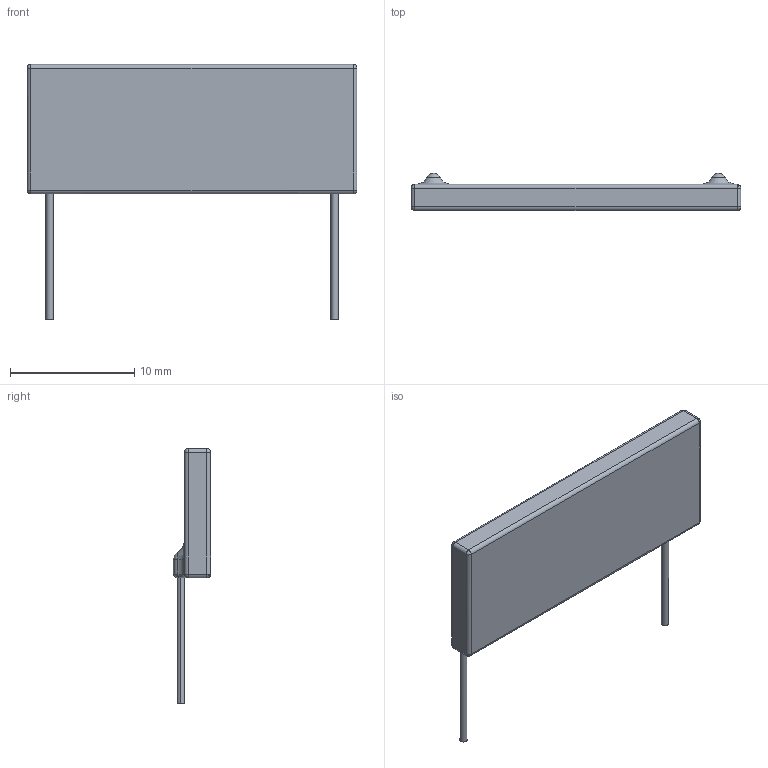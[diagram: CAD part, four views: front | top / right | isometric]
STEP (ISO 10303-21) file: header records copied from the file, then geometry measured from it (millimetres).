
FILE_DESCRIPTION((''),'2;1');
FILE_NAME('RES_TYCO_HB1(RE).stp','2012-05-23T11:20:22',(''),(''),'Mechanical Desktop 2011','Mechanical Desktop 2011',', , ');
FILE_SCHEMA(('AUTOMOTIVE_DESIGN { 1 2 10303 214 1 1 1 1 }'));
Length unit declared in the file: millimetre
Products named in the file (1): Product
Bounding box: 26.5 x 3 x 20.5 mm (x, y, z)
Volume: 587.1 mm3; surface area: 736.4 mm2
Topology: 3 solids, 3 shells, 52 faces, 112 edges, 62 vertices
Faces by surface type: cylinder 22, sphere 11, bspline 10, plane 5, torus 4
Entity records: 1541 total; most frequent: CARTESIAN_POINT 376, DIRECTION 258, ORIENTED_EDGE 216, AXIS2_PLACEMENT_3D 110, EDGE_CURVE 108, CIRCLE 66, VERTEX_POINT 62, EDGE_LOOP 52
